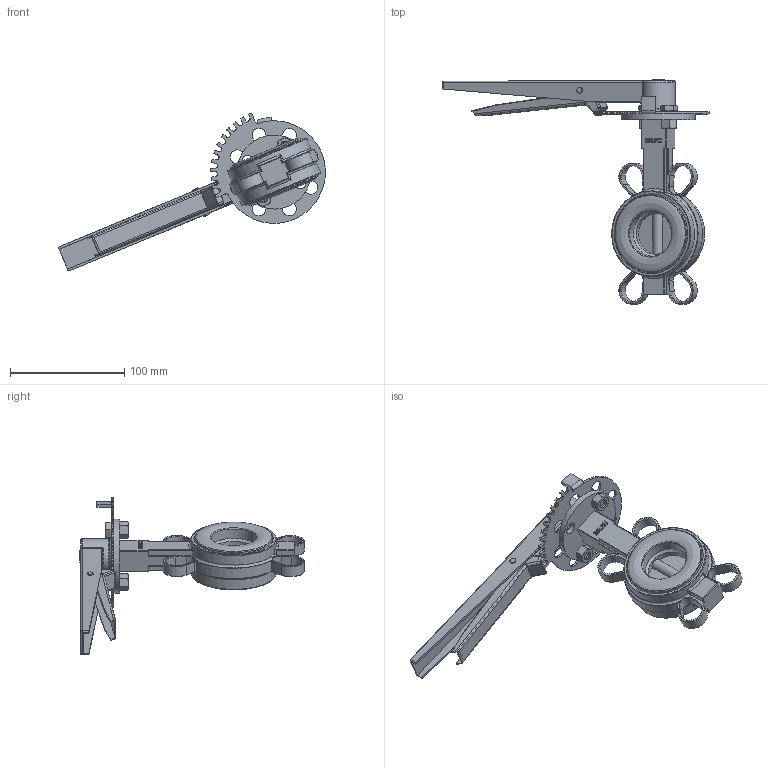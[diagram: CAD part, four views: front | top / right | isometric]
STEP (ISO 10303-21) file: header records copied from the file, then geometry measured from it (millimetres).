
FILE_DESCRIPTION(/* description */ (''),/* implementation_level */ '2;1');
FILE_NAME(/* name */ 'DN40_3D_STEP.stp',/* time_stamp */ '2023-12-26T16:40:31+03:00',/* author */ ('igorr'),/* organization */ (''),/* preprocessor_version */ 'ST-DEVELOPER v19.2',/* originating_system */ 'Autodesk Inventor 2023',/* authorisation */ '');
FILE_SCHEMA (('AUTOMOTIVE_DESIGN { 1 0 10303 214 3 1 1 }'));
Length unit declared in the file: millimetre
Products named in the file (11): Сборка3; Сборка; Деталь1; Деталь2; Сборка1; Деталь3; Деталь4; Деталь5; AS 1110 - M10 x 16; AS 1110 - M8 x 12; ANSI B18.2.4.2M - M8x1,25
Assembly tree (12 placements, depth 3):
  Сборка3
    Сборка
      Деталь1
      Деталь2
    Сборка1
      Деталь3
      Деталь4
      Деталь5
      AS 1110 - M10 x 16
    AS 1110 - M8 x 12  x2
    ANSI B18.2.4.2M - M8x1,25  x2
Bounding box: 233.79 x 196.83 x 138.38 mm (x, y, z)
Volume: 236702.1 mm3; surface area: 108417 mm2
Topology: 10 solids, 10 shells, 650 faces, 1671 edges, 1032 vertices
Faces by surface type: plane 255, cylinder 216, torus 62, bspline 58, cone 53, sphere 6
Full cylindrical faces by diameter (mm): 3 x1, 5 x5, 6.647 x2, 8 x2, 10 x7, 13 x2, 16 x1, 30 x1, 36 x2, 40 x2, 65 x1, 68 x2, 70 x2, 75 x2
Entity records: 21159 total; most frequent: CARTESIAN_POINT 5593, ORIENTED_EDGE 3106, DIRECTION 3055, EDGE_CURVE 1553, AXIS2_PLACEMENT_3D 1141, VERTEX_POINT 973, LINE 773, VECTOR 773
